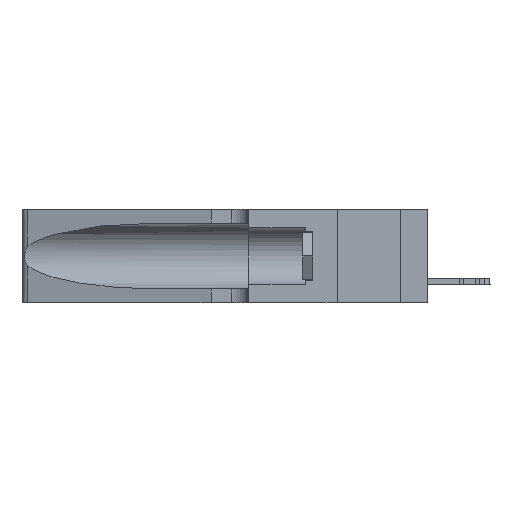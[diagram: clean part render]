
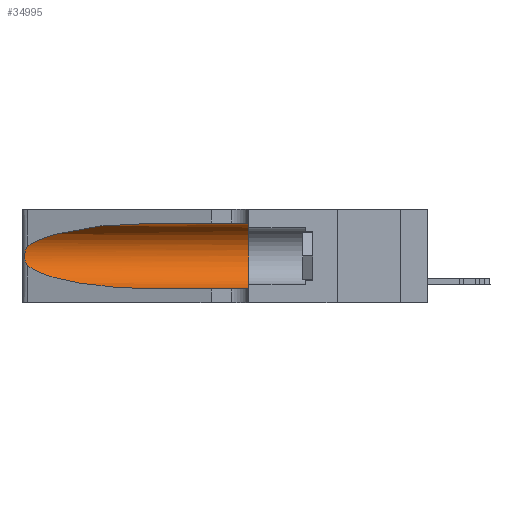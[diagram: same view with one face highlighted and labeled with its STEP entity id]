
A CAD part, left-side view. The second image highlights one B-rep face of the part: STEP entity #34995.
In plain terms, the highlighted cylindrical face has radius 3.308 mm (diameter 6.617 mm), a partial arc.
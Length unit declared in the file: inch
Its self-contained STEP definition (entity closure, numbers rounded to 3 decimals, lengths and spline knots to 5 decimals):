
#73 =( BOUNDED_CURVE ( )  B_SPLINE_CURVE ( 3, ( #5419, #22717, #32860, #1956 ),
 .UNSPECIFIED., .F., .F. ) 
 B_SPLINE_CURVE_WITH_KNOTS ( ( 4, 4 ),
 ( 3.44316, 4.71239 ),
 .UNSPECIFIED. ) 
 CURVE ( )  GEOMETRIC_REPRESENTATION_ITEM ( )  RATIONAL_B_SPLINE_CURVE ( ( 1., 0.87, 0.87, 1. ) ) 
 REPRESENTATION_ITEM ( '' )  );
#257 = EDGE_CURVE ( 'NONE', #29604, #30697, #24363, .T. ) ;
#345 = CARTESIAN_POINT ( 'NONE',  ( 0.26018, 1.23835, 0.19895 ) ) ;
#1956 = CARTESIAN_POINT ( 'NONE',  ( 0.1305, 0.72297, 0.05475 ) ) ;
#2390 = CARTESIAN_POINT ( 'NONE',  ( 0.1305, 0.72297, 0.31525 ) ) ;
#2430 = AXIS2_PLACEMENT_3D ( 'NONE', #15339, #34639, #11695 ) ;
#3093 = CARTESIAN_POINT ( 'NONE',  ( 0.26075, 1.23896, 0.19203 ) ) ;
#3183 = VERTEX_POINT ( 'NONE', #22093 ) ;
#3362 = CARTESIAN_POINT ( 'NONE',  ( 0.25787, 1.23484, 0.2124 ) ) ;
#3872 = CARTESIAN_POINT ( 'NONE',  ( 0.25856, 1.23593, 0.16098 ) ) ;
#4143 = CARTESIAN_POINT ( 'NONE',  ( 0.26017, 1.23833, 0.17102 ) ) ;
#4709 = FACE_OUTER_BOUND ( 'NONE', #32902, .T. ) ;
#4716 = CARTESIAN_POINT ( 'NONE',  ( 0.25487, 1.22718, 0.14631 ) ) ;
#5037 = CARTESIAN_POINT ( 'NONE',  ( 0.1305, 0.35, 0.31525 ) ) ;
#5419 = CARTESIAN_POINT ( 'NONE',  ( 0.25487, 1.22718, 0.14631 ) ) ;
#6315 = VERTEX_POINT ( 'NONE', #25067 ) ;
#7119 = CARTESIAN_POINT ( 'NONE',  ( 0.25487, 1.22718, 0.22369 ) ) ;
#9104 = EDGE_CURVE ( 'NONE', #11925, #3183, #13890, .T. ) ;
#9153 = CARTESIAN_POINT ( 'NONE',  ( 0.25487, 1.22718, 0.22369 ) ) ;
#9853 = LINE ( 'NONE', #38588, #35029 ) ;
#11695 = DIRECTION ( 'NONE',  ( 0., 0., 1. ) ) ;
#11925 = VERTEX_POINT ( 'NONE', #5037 ) ;
#12740 = ORIENTED_EDGE ( 'NONE', *, *, #257, .T. ) ;
#13847 = DIRECTION ( 'NONE',  ( 0., -1., 0. ) ) ;
#13890 = CIRCLE ( 'NONE', #2430, 0.13025 ) ;
#13989 = ORIENTED_EDGE ( 'NONE', *, *, #26351, .F. ) ;
#14394 = CARTESIAN_POINT ( 'NONE',  ( 0.1305, 1.61858, 0.185 ) ) ;
#14694 = CARTESIAN_POINT ( 'NONE',  ( 0.25639, 1.23184, 0.21858 ) ) ;
#15339 = CARTESIAN_POINT ( 'NONE',  ( 0.1305, 0.35, 0.185 ) ) ;
#15645 = EDGE_CURVE ( 'NONE', #20435, #29604, #19953, .T. ) ;
#19953 =( BOUNDED_CURVE ( )  B_SPLINE_CURVE ( 3, ( #41013, #28130, #28414, #9153 ),
 .UNSPECIFIED., .F., .T. ) 
 B_SPLINE_CURVE_WITH_KNOTS ( ( 4, 4 ),
 ( 1.5708, 2.84003 ),
 .UNSPECIFIED. ) 
 CURVE ( )  GEOMETRIC_REPRESENTATION_ITEM ( )  RATIONAL_B_SPLINE_CURVE ( ( 1., 0.87, 0.87, 1. ) ) 
 REPRESENTATION_ITEM ( '' )  );
#20435 = VERTEX_POINT ( 'NONE', #2390 ) ;
#20621 = CARTESIAN_POINT ( 'NONE',  ( 0.1305, 1.61858, 0.05475 ) ) ;
#20936 = ORIENTED_EDGE ( 'NONE', *, *, #24048, .T. ) ;
#21556 = VECTOR ( 'NONE', #23732, 39.37008 ) ;
#21766 = CARTESIAN_POINT ( 'NONE',  ( 0.25555, 1.22993, 0.14849 ) ) ;
#21901 = CARTESIAN_POINT ( 'NONE',  ( 0.25487, 1.22718, 0.14631 ) ) ;
#22093 = CARTESIAN_POINT ( 'NONE',  ( 0.1305, 0.35, 0.05475 ) ) ;
#22532 = CARTESIAN_POINT ( 'NONE',  ( 0.26075, 1.23896, 0.178 ) ) ;
#22717 = CARTESIAN_POINT ( 'NONE',  ( 0.2373, 1.15595, 0.08982 ) ) ;
#23241 = EDGE_CURVE ( 'NONE', #30697, #6315, #73, .T. ) ;
#23400 = DIRECTION ( 'NONE',  ( 0., -1., 0. ) ) ;
#23572 = ORIENTED_EDGE ( 'NONE', *, *, #9104, .F. ) ;
#23684 = DIRECTION ( 'NONE',  ( 0., 0., -1. ) ) ;
#23732 = DIRECTION ( 'NONE',  ( 0., -1., 0. ) ) ;
#24048 = EDGE_CURVE ( 'NONE', #6315, #3183, #32190, .T. ) ;
#24363 = B_SPLINE_CURVE_WITH_KNOTS ( 'NONE', 3,
 ( #7119, #39816, #14694, #3362, #39034, #345, #3093, #22532, #4143, #3872, #24730, #41143, #21766, #21901 ),
 .UNSPECIFIED., .F., .F.,
 ( 4, 2, 2, 2, 2, 2, 4 ),
 ( 0., 0.00027, 0.00053, 0.00107, 0.0016, 0.00187, 0.00214 ),
 .UNSPECIFIED. ) ;
#24730 = CARTESIAN_POINT ( 'NONE',  ( 0.25789, 1.23486, 0.15765 ) ) ;
#25067 = CARTESIAN_POINT ( 'NONE',  ( 0.1305, 0.72297, 0.05475 ) ) ;
#26351 = EDGE_CURVE ( 'NONE', #20435, #11925, #9853, .T. ) ;
#27141 = ORIENTED_EDGE ( 'NONE', *, *, #15645, .T. ) ;
#28130 = CARTESIAN_POINT ( 'NONE',  ( 0.18966, 0.96281, 0.31525 ) ) ;
#28414 = CARTESIAN_POINT ( 'NONE',  ( 0.2373, 1.15595, 0.28018 ) ) ;
#29604 = VERTEX_POINT ( 'NONE', #39152 ) ;
#30697 = VERTEX_POINT ( 'NONE', #4716 ) ;
#32190 = LINE ( 'NONE', #20621, #21556 ) ;
#32315 = AXIS2_PLACEMENT_3D ( 'NONE', #14394, #13847, #23684 ) ;
#32511 = CYLINDRICAL_SURFACE ( 'NONE', #32315, 0.13025 ) ;
#32860 = CARTESIAN_POINT ( 'NONE',  ( 0.18966, 0.96281, 0.05475 ) ) ;
#32902 = EDGE_LOOP ( 'NONE', ( #27141, #12740, #33294, #20936, #23572, #13989 ) ) ;
#33294 = ORIENTED_EDGE ( 'NONE', *, *, #23241, .T. ) ;
#34639 = DIRECTION ( 'NONE',  ( 0., 1., 0. ) ) ;
#34995 = ADVANCED_FACE ( 'NONE', ( #4709 ), #32511, .F. ) ;
#35029 = VECTOR ( 'NONE', #23400, 39.37008 ) ;
#38588 = CARTESIAN_POINT ( 'NONE',  ( 0.1305, 1.61858, 0.31525 ) ) ;
#39034 = CARTESIAN_POINT ( 'NONE',  ( 0.25854, 1.2359, 0.20912 ) ) ;
#39152 = CARTESIAN_POINT ( 'NONE',  ( 0.25487, 1.22718, 0.22369 ) ) ;
#39816 = CARTESIAN_POINT ( 'NONE',  ( 0.25555, 1.22994, 0.2215 ) ) ;
#41013 = CARTESIAN_POINT ( 'NONE',  ( 0.1305, 0.72297, 0.31525 ) ) ;
#41143 = CARTESIAN_POINT ( 'NONE',  ( 0.25639, 1.23186, 0.15144 ) ) ;
